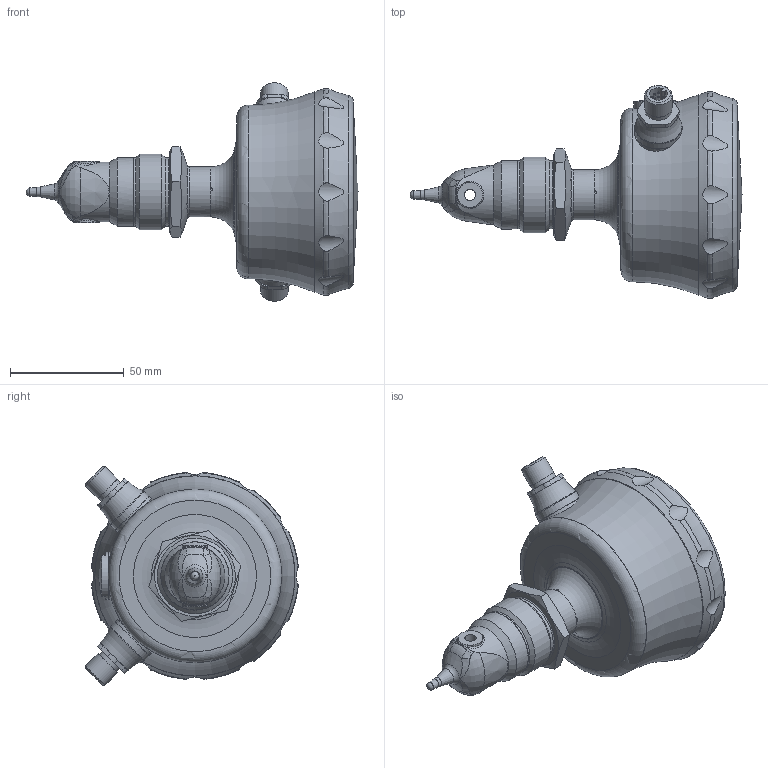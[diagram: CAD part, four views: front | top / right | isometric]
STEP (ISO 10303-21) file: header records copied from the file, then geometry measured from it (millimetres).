
FILE_DESCRIPTION(/* description */ ('Unknown'),/* implementation_level */ '2;1');
FILE_NAME(/* name */ 'AFI4-6730.####.#1##',/* time_stamp */ '2023-09-19T10:18:21+02:00',/* author */ ('Unknown'),/* organization */ ('Baumer'),/* preprocessor_version */ 'ST-DEVELOPER v16.7',/* originating_system */ 'Solid Edge',/* authorisation */ 'Unknown');
FILE_SCHEMA (('AUTOMOTIVE_DESIGN {1 0 10303 214 3 1 1}'));
Length unit declared in the file: millimetre
Products named in the file (1): Part11
Bounding box: 145.96 x 93.54 x 96.05 mm (x, y, z)
Volume: 111510.2 mm3; surface area: 73995.2 mm2
Topology: 1 solids, 13 shells, 645 faces, 1620 edges, 1036 vertices
Faces by surface type: plane 225, cylinder 191, torus 88, cone 87, bspline 52, sphere 2
Full cylindrical faces by diameter (mm): 1 x8, 1.2 x1, 1.64 x4, 3.4 x2, 5 x1, 7.709 x1, 8.87 x1, 10 x1, 10.5 x1, 11 x2, 11.741 x2, 12 x2, 13.8 x2, 14 x2, 14.5 x2, 15.85 x2, 16 x10, 18 x1, 18.9 x1, 18.95 x1, 20 x1, 20.8 x3, 21 x1, 22 x1, 23.6 x2, 23.8 x1, 24 x1, 24.2 x1, 26.3 x1, 26.85 x1
Entity records: 25548 total; most frequent: CARTESIAN_POINT 7442, ORIENTED_EDGE 2704, DIRECTION 2695, EDGE_CURVE 1352, AXIS2_PLACEMENT_3D 1189, VERTEX_POINT 945, FACE_BOUND 891, EDGE_LOOP 888
